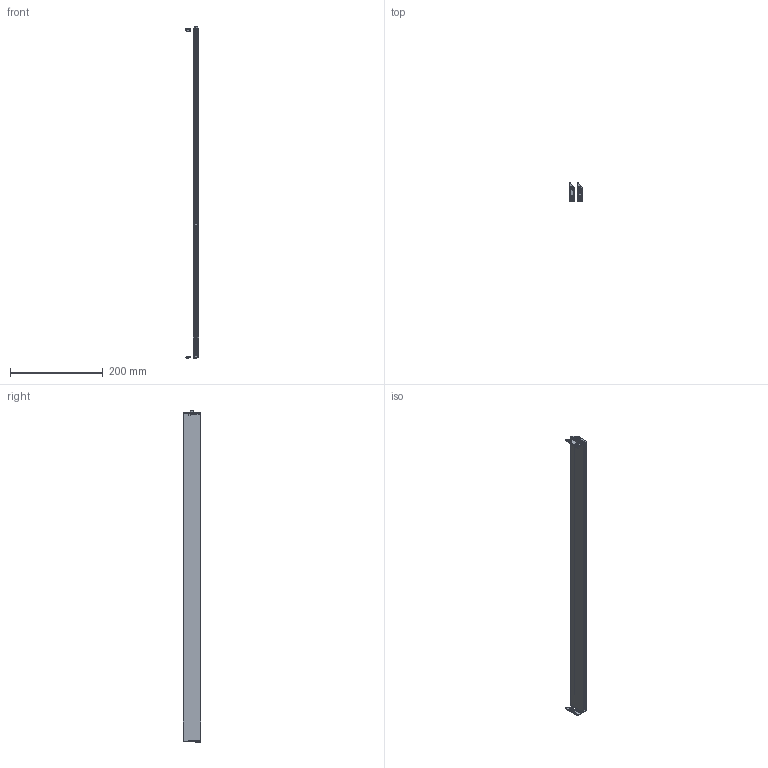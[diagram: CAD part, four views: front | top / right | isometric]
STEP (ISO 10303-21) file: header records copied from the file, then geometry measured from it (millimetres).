
FILE_DESCRIPTION (( 'STEP AP203' ), '1' );
FILE_NAME ('KG-S schmal 709.STEP', '2025-03-05T15:54:41', ( '' ), ( '' ), 'SwSTEP 2.0', 'SolidWorks 2023', '' );
FILE_SCHEMA (( 'CONFIG_CONTROL_DESIGN' ));
Length unit declared in the file: millimetre
Products named in the file (10): Innengeometrie_WA_705; Abschlusskappe KG-AS schmal - links_1000883-Haube KG-S schmal li ohne Bohrung; Aussengehäuse_WA_705; Abschlusskappe KG-A schmal - rechts B_1000883-Haube KG-S schmal li ohne Bohrung; Abschlusskappe KG-AS schmal -links B_1000883-Haube KG-S schmal li ohne Bohrung; Abschlusskappe KG-AS schmal - rechts_1000883-Haube KG-S schmal li ohne Bohrung; KG-S schmal 709; M2.9x13; Betätigungsteil_WA; Schutzprofil_KG-S schmal_705
Assembly tree (10 placements, depth 2):
  KG-S schmal 709
    Aussengehäuse_WA_705
    Innengeometrie_WA_705
    Schutzprofil_KG-S schmal_705
    Betätigungsteil_WA
    Abschlusskappe KG-AS schmal - links_1000883-Haube KG-S schmal li ohne Bohrung
    Abschlusskappe KG-AS schmal -links B_1000883-Haube KG-S schmal li ohne Bohrung
    Abschlusskappe KG-A schmal - rechts B_1000883-Haube KG-S schmal li ohne Bohrung
    Abschlusskappe KG-AS schmal - rechts_1000883-Haube KG-S schmal li ohne Bohrung
    M2.9x13  x2
Bounding box: 28.65 x 38.03 x 714.05 mm (x, y, z)
Volume: 218513.8 mm3; surface area: 273766.2 mm2
Topology: 27 solids, 27 shells, 2119 faces, 5631 edges, 3610 vertices
Faces by surface type: plane 1078, bspline 643, cylinder 251, sphere 60, cone 52, torus 35
Entity records: 84841 total; most frequent: CARTESIAN_POINT 36648, ORIENTED_EDGE 10994, DIRECTION 7464, EDGE_CURVE 5497, VECTOR 3598, LINE 3598, VERTEX_POINT 3554, EDGE_LOOP 2261
